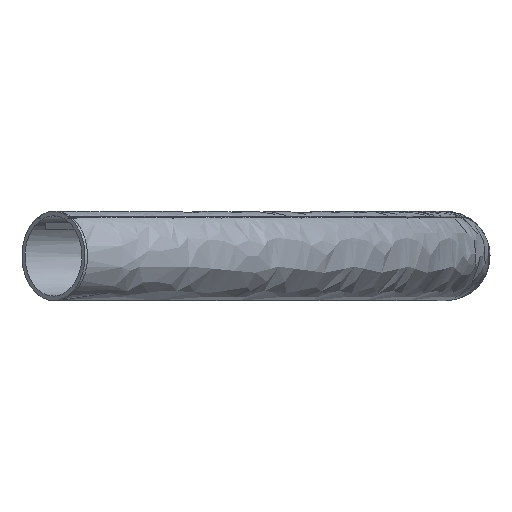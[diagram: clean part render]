
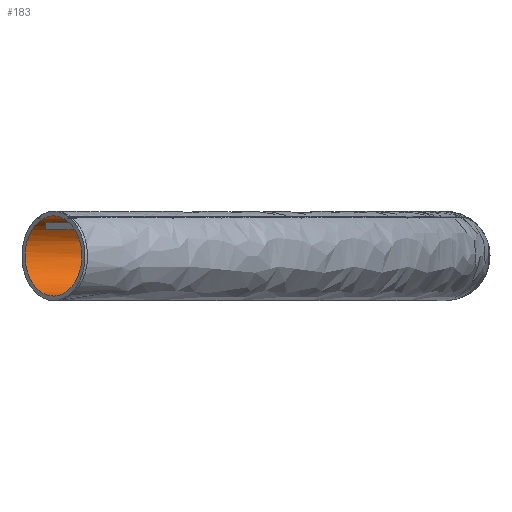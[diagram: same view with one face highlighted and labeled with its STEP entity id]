
A CAD part, left-side view. The second image highlights one B-rep face of the part: STEP entity #183.
In plain terms, the highlighted free-form (B-spline) face has degree [2, 3] with [5, 10] control points.
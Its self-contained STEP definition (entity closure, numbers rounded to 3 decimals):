
#96=(
BOUNDED_CURVE()
B_SPLINE_CURVE(3,(#2010,#2011,#2012,#2013,#2014,#2015,#2016,#2017,#2018,
#2019),.UNSPECIFIED.,.F.,.F.)
B_SPLINE_CURVE_WITH_KNOTS((4,2,2,2,4),(0.,147.262,294.525,
441.787,589.05),.UNSPECIFIED.)
CURVE()
GEOMETRIC_REPRESENTATION_ITEM()
RATIONAL_B_SPLINE_CURVE((1.,1.,1.,1.,1.,1.,1.,1.,1.,1.))
REPRESENTATION_ITEM('')
);
#97=(
BOUNDED_CURVE()
B_SPLINE_CURVE(2,(#2020,#2021,#2022,#2023,#2024),.UNSPECIFIED.,.F.,.F.)
B_SPLINE_CURVE_WITH_KNOTS((3,2,3),(106.029,141.372,176.715),
 .UNSPECIFIED.)
CURVE()
GEOMETRIC_REPRESENTATION_ITEM()
RATIONAL_B_SPLINE_CURVE((1.,0.707,1.,0.707,1.))
REPRESENTATION_ITEM('')
);
#99=(
BOUNDED_CURVE()
B_SPLINE_CURVE(3,(#2030,#2031,#2032,#2033,#2034,#2035,#2036,#2037,#2038,
#2039),.UNSPECIFIED.,.F.,.F.)
B_SPLINE_CURVE_WITH_KNOTS((4,2,2,2,4),(0.,147.262,294.525,
441.787,589.05),.UNSPECIFIED.)
CURVE()
GEOMETRIC_REPRESENTATION_ITEM()
RATIONAL_B_SPLINE_CURVE((1.,1.,1.,1.,1.,1.,1.,1.,1.,1.))
REPRESENTATION_ITEM('')
);
#101=(
BOUNDED_CURVE()
B_SPLINE_CURVE(2,(#2045,#2046,#2047,#2048,#2049),.UNSPECIFIED.,.F.,.F.)
B_SPLINE_CURVE_WITH_KNOTS((3,2,3),(-176.715,-141.372,
-106.029),.UNSPECIFIED.)
CURVE()
GEOMETRIC_REPRESENTATION_ITEM()
RATIONAL_B_SPLINE_CURVE((1.,0.707,1.,0.707,1.))
REPRESENTATION_ITEM('')
);
#134=(
BOUNDED_SURFACE()
B_SPLINE_SURFACE(2,3,((#1590,#1591,#1592,#1593,#1594,#1595,#1596,#1597,
#1598,#1599),(#1600,#1601,#1602,#1603,#1604,#1605,#1606,#1607,#1608,#1609),
(#1610,#1611,#1612,#1613,#1614,#1615,#1616,#1617,#1618,#1619),(#1620,#1621,
#1622,#1623,#1624,#1625,#1626,#1627,#1628,#1629),(#1630,#1631,#1632,#1633,
#1634,#1635,#1636,#1637,#1638,#1639)),.UNSPECIFIED.,.F.,.F.,.F.)
B_SPLINE_SURFACE_WITH_KNOTS((3,2,3),(4,2,2,2,4),(106.029,141.372,
176.715),(0.,147.262,294.525,441.787,
589.05),.UNSPECIFIED.)
GEOMETRIC_REPRESENTATION_ITEM()
RATIONAL_B_SPLINE_SURFACE(((1.,1.,1.,1.,1.,1.,1.,1.,1.,1.),
(0.707,0.707,0.707,0.707,
0.707,0.707,0.707,0.707,
0.707,0.707),(1.,1.,1.,1.,1.,1.,
1.,1.,1.,1.),(0.707,0.707,0.707,0.707,
0.707,0.707,0.707,0.707,
0.707,0.707),(1.,1.,1.,1.,1.,1.,
1.,1.,1.,1.)))
REPRESENTATION_ITEM('')
SURFACE()
);
#183=ADVANCED_FACE('',(#225),#134,.T.);
#225=FACE_OUTER_BOUND('',#269,.T.);
#269=EDGE_LOOP('',(#474,#475,#476,#477));
#474=ORIENTED_EDGE('',*,*,#579,.T.);
#475=ORIENTED_EDGE('',*,*,#577,.F.);
#476=ORIENTED_EDGE('',*,*,#576,.F.);
#477=ORIENTED_EDGE('',*,*,#581,.F.);
#576=EDGE_CURVE('',#660,#659,#96,.T.);
#577=EDGE_CURVE('',#659,#662,#97,.T.);
#579=EDGE_CURVE('',#661,#662,#99,.T.);
#581=EDGE_CURVE('',#661,#660,#101,.T.);
#659=VERTEX_POINT('',#1692);
#660=VERTEX_POINT('',#1693);
#661=VERTEX_POINT('',#1694);
#662=VERTEX_POINT('',#1695);
#1590=CARTESIAN_POINT('',(274.004,-106.174,-22.5));
#1591=CARTESIAN_POINT('',(224.917,-106.183,-22.5));
#1592=CARTESIAN_POINT('',(175.829,-101.343,-22.5));
#1593=CARTESIAN_POINT('',(79.541,-82.192,-22.5));
#1594=CARTESIAN_POINT('',(32.341,-67.873,-22.5));
#1595=CARTESIAN_POINT('',(-58.362,-30.303,-22.5));
#1596=CARTESIAN_POINT('',(-101.862,-7.052,-22.5));
#1597=CARTESIAN_POINT('',(-183.49,47.492,-22.5));
#1598=CARTESIAN_POINT('',(-221.624,78.781,-22.5));
#1599=CARTESIAN_POINT('',(-256.327,113.496,-22.5));
#1600=CARTESIAN_POINT('',(274.004,-83.674,-22.5));
#1601=CARTESIAN_POINT('',(226.388,-83.683,-22.5));
#1602=CARTESIAN_POINT('',(178.775,-78.988,-22.5));
#1603=CARTESIAN_POINT('',(85.375,-60.411,-22.5));
#1604=CARTESIAN_POINT('',(39.59,-46.522,-22.5));
#1605=CARTESIAN_POINT('',(-48.391,-10.079,-22.5));
#1606=CARTESIAN_POINT('',(-90.585,12.473,-22.5));
#1607=CARTESIAN_POINT('',(-169.766,65.383,-22.5));
#1608=CARTESIAN_POINT('',(-206.754,95.731,-22.5));
#1609=CARTESIAN_POINT('',(-240.417,129.406,-22.5));
#1610=CARTESIAN_POINT('',(274.004,-83.674,0.));
#1611=CARTESIAN_POINT('',(226.388,-83.683,0.));
#1612=CARTESIAN_POINT('',(178.775,-78.988,0.));
#1613=CARTESIAN_POINT('',(85.375,-60.411,0.));
#1614=CARTESIAN_POINT('',(39.59,-46.522,0.));
#1615=CARTESIAN_POINT('',(-48.391,-10.079,0.));
#1616=CARTESIAN_POINT('',(-90.585,12.473,0.));
#1617=CARTESIAN_POINT('',(-169.766,65.383,0.));
#1618=CARTESIAN_POINT('',(-206.754,95.731,0.));
#1619=CARTESIAN_POINT('',(-240.417,129.406,0.));
#1620=CARTESIAN_POINT('',(274.004,-83.674,22.5));
#1621=CARTESIAN_POINT('',(226.388,-83.683,22.5));
#1622=CARTESIAN_POINT('',(178.775,-78.988,22.5));
#1623=CARTESIAN_POINT('',(85.375,-60.411,22.5));
#1624=CARTESIAN_POINT('',(39.59,-46.522,22.5));
#1625=CARTESIAN_POINT('',(-48.391,-10.079,22.5));
#1626=CARTESIAN_POINT('',(-90.585,12.473,22.5));
#1627=CARTESIAN_POINT('',(-169.766,65.383,22.5));
#1628=CARTESIAN_POINT('',(-206.754,95.731,22.5));
#1629=CARTESIAN_POINT('',(-240.417,129.406,22.5));
#1630=CARTESIAN_POINT('',(274.004,-106.174,22.5));
#1631=CARTESIAN_POINT('',(224.917,-106.183,22.5));
#1632=CARTESIAN_POINT('',(175.829,-101.343,22.5));
#1633=CARTESIAN_POINT('',(79.541,-82.192,22.5));
#1634=CARTESIAN_POINT('',(32.341,-67.873,22.5));
#1635=CARTESIAN_POINT('',(-58.362,-30.303,22.5));
#1636=CARTESIAN_POINT('',(-101.862,-7.052,22.5));
#1637=CARTESIAN_POINT('',(-183.49,47.492,22.5));
#1638=CARTESIAN_POINT('',(-221.624,78.78,22.5));
#1639=CARTESIAN_POINT('',(-256.327,113.496,22.5));
#1692=CARTESIAN_POINT('',(-256.327,113.496,-22.5));
#1693=CARTESIAN_POINT('',(274.004,-106.174,-22.5));
#1694=CARTESIAN_POINT('',(274.004,-106.174,22.5));
#1695=CARTESIAN_POINT('',(-256.327,113.496,22.5));
#2010=CARTESIAN_POINT('',(274.004,-106.174,-22.5));
#2011=CARTESIAN_POINT('',(224.917,-106.183,-22.5));
#2012=CARTESIAN_POINT('',(175.829,-101.343,-22.5));
#2013=CARTESIAN_POINT('',(79.541,-82.192,-22.5));
#2014=CARTESIAN_POINT('',(32.341,-67.873,-22.5));
#2015=CARTESIAN_POINT('',(-58.362,-30.303,-22.5));
#2016=CARTESIAN_POINT('',(-101.862,-7.052,-22.5));
#2017=CARTESIAN_POINT('',(-183.49,47.492,-22.5));
#2018=CARTESIAN_POINT('',(-221.624,78.781,-22.5));
#2019=CARTESIAN_POINT('',(-256.327,113.496,-22.5));
#2020=CARTESIAN_POINT('',(-256.327,113.496,-22.5));
#2021=CARTESIAN_POINT('',(-240.417,129.406,-22.5));
#2022=CARTESIAN_POINT('',(-240.417,129.406,0.));
#2023=CARTESIAN_POINT('',(-240.417,129.406,22.5));
#2024=CARTESIAN_POINT('',(-256.327,113.496,22.5));
#2030=CARTESIAN_POINT('',(274.004,-106.174,22.5));
#2031=CARTESIAN_POINT('',(224.917,-106.183,22.5));
#2032=CARTESIAN_POINT('',(175.829,-101.343,22.5));
#2033=CARTESIAN_POINT('',(79.541,-82.192,22.5));
#2034=CARTESIAN_POINT('',(32.341,-67.873,22.5));
#2035=CARTESIAN_POINT('',(-58.362,-30.303,22.5));
#2036=CARTESIAN_POINT('',(-101.862,-7.052,22.5));
#2037=CARTESIAN_POINT('',(-183.49,47.492,22.5));
#2038=CARTESIAN_POINT('',(-221.624,78.78,22.5));
#2039=CARTESIAN_POINT('',(-256.327,113.496,22.5));
#2045=CARTESIAN_POINT('',(274.004,-106.174,22.5));
#2046=CARTESIAN_POINT('',(274.004,-83.674,22.5));
#2047=CARTESIAN_POINT('',(274.004,-83.674,0.));
#2048=CARTESIAN_POINT('',(274.004,-83.674,-22.5));
#2049=CARTESIAN_POINT('',(274.004,-106.174,-22.5));
